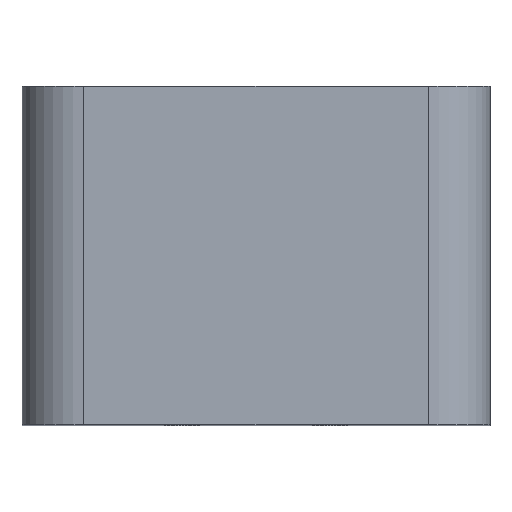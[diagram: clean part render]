
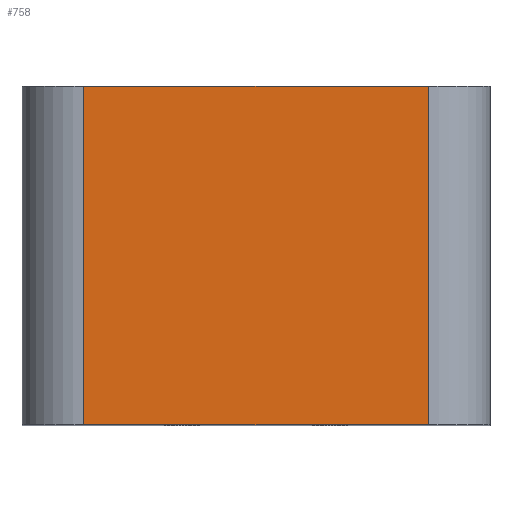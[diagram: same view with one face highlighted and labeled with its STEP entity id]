
A CAD part, top view. The second image highlights one B-rep face of the part: STEP entity #758.
In plain terms, the highlighted planar face has unit normal (0, 0, 1).
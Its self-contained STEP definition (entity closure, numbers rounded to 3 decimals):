
#44 = PLANE('',#45);
#45 = AXIS2_PLACEMENT_3D('',#46,#47,#48);
#46 = CARTESIAN_POINT('',(-19.,-42.,0.));
#47 = DIRECTION('',(0.,1.,0.));
#48 = DIRECTION('',(0.,0.,1.));
#100 = PLANE('',#101);
#101 = AXIS2_PLACEMENT_3D('',#102,#103,#104);
#102 = CARTESIAN_POINT('',(-19.,-14.5,0.));
#103 = DIRECTION('',(0.,1.,0.));
#104 = DIRECTION('',(0.,0.,1.));
#126 = CYLINDRICAL_SURFACE('',#127,5.);
#127 = AXIS2_PLACEMENT_3D('',#128,#129,#130);
#128 = CARTESIAN_POINT('',(-14.,-42.,47.));
#129 = DIRECTION('',(0.,1.,0.));
#130 = DIRECTION('',(-1.,0.,0.));
#194 = VERTEX_POINT('',#195);
#195 = CARTESIAN_POINT('',(-14.,-42.,52.));
#217 = EDGE_CURVE('',#194,#218,#220,.T.);
#218 = VERTEX_POINT('',#219);
#219 = CARTESIAN_POINT('',(14.,-42.,52.));
#220 = SURFACE_CURVE('',#221,(#225,#232),.PCURVE_S1.);
#221 = LINE('',#222,#223);
#222 = CARTESIAN_POINT('',(-19.,-42.,52.));
#223 = VECTOR('',#224,1.);
#224 = DIRECTION('',(1.,0.,0.));
#225 = PCURVE('',#44,#226);
#226 = DEFINITIONAL_REPRESENTATION('',(#227),#231);
#227 = LINE('',#228,#229);
#228 = CARTESIAN_POINT('',(52.,0.));
#229 = VECTOR('',#230,1.);
#230 = DIRECTION('',(0.,1.));
#231 = ( GEOMETRIC_REPRESENTATION_CONTEXT(2) 
PARAMETRIC_REPRESENTATION_CONTEXT() REPRESENTATION_CONTEXT('2D SPACE',''
  ) );
#232 = PCURVE('',#233,#238);
#233 = PLANE('',#234);
#234 = AXIS2_PLACEMENT_3D('',#235,#236,#237);
#235 = CARTESIAN_POINT('',(-19.,-42.,52.));
#236 = DIRECTION('',(0.,0.,1.));
#237 = DIRECTION('',(1.,0.,0.));
#238 = DEFINITIONAL_REPRESENTATION('',(#239),#243);
#239 = LINE('',#240,#241);
#240 = CARTESIAN_POINT('',(0.,0.));
#241 = VECTOR('',#242,1.);
#242 = DIRECTION('',(1.,0.));
#243 = ( GEOMETRIC_REPRESENTATION_CONTEXT(2) 
PARAMETRIC_REPRESENTATION_CONTEXT() REPRESENTATION_CONTEXT('2D SPACE',''
  ) );
#260 = CYLINDRICAL_SURFACE('',#261,5.);
#261 = AXIS2_PLACEMENT_3D('',#262,#263,#264);
#262 = CARTESIAN_POINT('',(14.,-42.,47.));
#263 = DIRECTION('',(0.,1.,0.));
#264 = DIRECTION('',(0.,-0.,1.));
#416 = EDGE_CURVE('',#194,#417,#419,.T.);
#417 = VERTEX_POINT('',#418);
#418 = CARTESIAN_POINT('',(-14.,-14.5,52.));
#419 = SURFACE_CURVE('',#420,(#424,#431),.PCURVE_S1.);
#420 = LINE('',#421,#422);
#421 = CARTESIAN_POINT('',(-14.,-42.,52.));
#422 = VECTOR('',#423,1.);
#423 = DIRECTION('',(0.,1.,0.));
#424 = PCURVE('',#126,#425);
#425 = DEFINITIONAL_REPRESENTATION('',(#426),#430);
#426 = LINE('',#427,#428);
#427 = CARTESIAN_POINT('',(1.571,0.));
#428 = VECTOR('',#429,1.);
#429 = DIRECTION('',(0.,1.));
#430 = ( GEOMETRIC_REPRESENTATION_CONTEXT(2) 
PARAMETRIC_REPRESENTATION_CONTEXT() REPRESENTATION_CONTEXT('2D SPACE',''
  ) );
#431 = PCURVE('',#233,#432);
#432 = DEFINITIONAL_REPRESENTATION('',(#433),#437);
#433 = LINE('',#434,#435);
#434 = CARTESIAN_POINT('',(5.,0.));
#435 = VECTOR('',#436,1.);
#436 = DIRECTION('',(0.,1.));
#437 = ( GEOMETRIC_REPRESENTATION_CONTEXT(2) 
PARAMETRIC_REPRESENTATION_CONTEXT() REPRESENTATION_CONTEXT('2D SPACE',''
  ) );
#540 = EDGE_CURVE('',#417,#541,#543,.T.);
#541 = VERTEX_POINT('',#542);
#542 = CARTESIAN_POINT('',(14.,-14.5,52.));
#543 = SURFACE_CURVE('',#544,(#548,#555),.PCURVE_S1.);
#544 = LINE('',#545,#546);
#545 = CARTESIAN_POINT('',(-19.,-14.5,52.));
#546 = VECTOR('',#547,1.);
#547 = DIRECTION('',(1.,0.,0.));
#548 = PCURVE('',#100,#549);
#549 = DEFINITIONAL_REPRESENTATION('',(#550),#554);
#550 = LINE('',#551,#552);
#551 = CARTESIAN_POINT('',(52.,0.));
#552 = VECTOR('',#553,1.);
#553 = DIRECTION('',(0.,1.));
#554 = ( GEOMETRIC_REPRESENTATION_CONTEXT(2) 
PARAMETRIC_REPRESENTATION_CONTEXT() REPRESENTATION_CONTEXT('2D SPACE',''
  ) );
#555 = PCURVE('',#233,#556);
#556 = DEFINITIONAL_REPRESENTATION('',(#557),#561);
#557 = LINE('',#558,#559);
#558 = CARTESIAN_POINT('',(0.,27.5));
#559 = VECTOR('',#560,1.);
#560 = DIRECTION('',(1.,0.));
#561 = ( GEOMETRIC_REPRESENTATION_CONTEXT(2) 
PARAMETRIC_REPRESENTATION_CONTEXT() REPRESENTATION_CONTEXT('2D SPACE',''
  ) );
#738 = EDGE_CURVE('',#218,#541,#739,.T.);
#739 = SURFACE_CURVE('',#740,(#744,#751),.PCURVE_S1.);
#740 = LINE('',#741,#742);
#741 = CARTESIAN_POINT('',(14.,-42.,52.));
#742 = VECTOR('',#743,1.);
#743 = DIRECTION('',(0.,1.,0.));
#744 = PCURVE('',#260,#745);
#745 = DEFINITIONAL_REPRESENTATION('',(#746),#750);
#746 = LINE('',#747,#748);
#747 = CARTESIAN_POINT('',(0.,0.));
#748 = VECTOR('',#749,1.);
#749 = DIRECTION('',(0.,1.));
#750 = ( GEOMETRIC_REPRESENTATION_CONTEXT(2) 
PARAMETRIC_REPRESENTATION_CONTEXT() REPRESENTATION_CONTEXT('2D SPACE',''
  ) );
#751 = PCURVE('',#233,#752);
#752 = DEFINITIONAL_REPRESENTATION('',(#753),#757);
#753 = LINE('',#754,#755);
#754 = CARTESIAN_POINT('',(33.,0.));
#755 = VECTOR('',#756,1.);
#756 = DIRECTION('',(0.,1.));
#757 = ( GEOMETRIC_REPRESENTATION_CONTEXT(2) 
PARAMETRIC_REPRESENTATION_CONTEXT() REPRESENTATION_CONTEXT('2D SPACE',''
  ) );
#758 = ADVANCED_FACE('',(#759),#233,.T.);
#759 = FACE_BOUND('',#760,.T.);
#760 = EDGE_LOOP('',(#761,#762,#763,#764));
#761 = ORIENTED_EDGE('',*,*,#540,.F.);
#762 = ORIENTED_EDGE('',*,*,#416,.F.);
#763 = ORIENTED_EDGE('',*,*,#217,.T.);
#764 = ORIENTED_EDGE('',*,*,#738,.T.);
